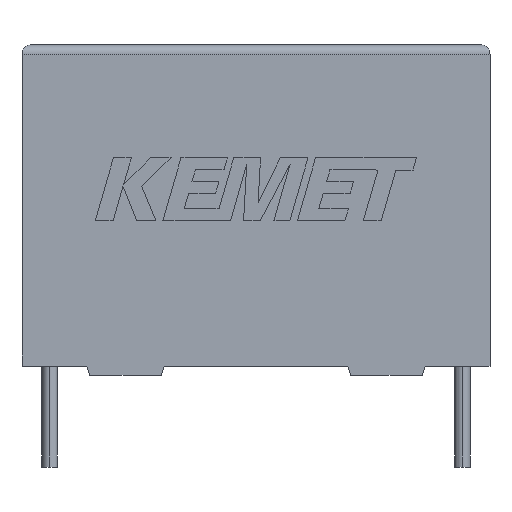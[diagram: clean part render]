
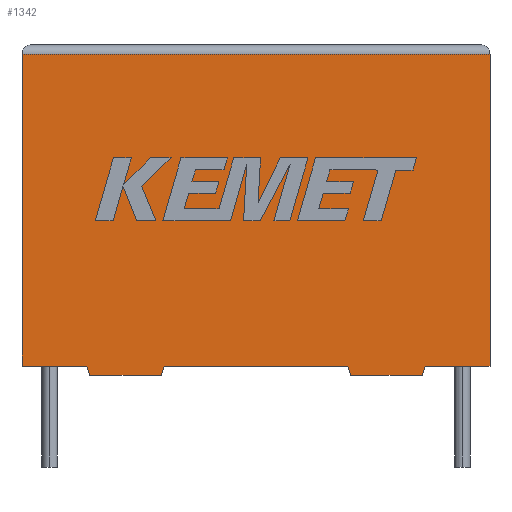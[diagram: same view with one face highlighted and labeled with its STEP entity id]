
A CAD part, top view. The second image highlights one B-rep face of the part: STEP entity #1342.
In plain terms, the highlighted planar face has unit normal (0, 0, 1).
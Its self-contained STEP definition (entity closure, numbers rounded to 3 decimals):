
#35 = CARTESIAN_POINT ( 'NONE',  ( 25.5, 0., 8.5 ) ) ;
#54 = DIRECTION ( 'NONE',  ( -0.287, 0.958, 0. ) ) ;
#92 = CARTESIAN_POINT ( 'NONE',  ( 7.741, 0., 8.5 ) ) ;
#122 = ORIENTED_EDGE ( 'NONE', *, *, #2839, .T. ) ;
#151 = CARTESIAN_POINT ( 'NONE',  ( 17.759, 0., 8.5 ) ) ;
#210 = CARTESIAN_POINT ( 'NONE',  ( 3.54, 0., 8.5 ) ) ;
#266 = EDGE_CURVE ( 'NONE', #3119, #2653, #1898, .T. ) ;
#289 = CARTESIAN_POINT ( 'NONE',  ( 7.591, -0.5, 8.5 ) ) ;
#323 = DIRECTION ( 'NONE',  ( -1., 0., 0. ) ) ;
#325 = VERTEX_POINT ( 'NONE', #1194 ) ;
#326 = LINE ( 'NONE', #1561, #841 ) ;
#330 = VECTOR ( 'NONE', #793, 1000. ) ;
#349 = DIRECTION ( 'NONE',  ( 1., 0., 0. ) ) ;
#365 = CARTESIAN_POINT ( 'NONE',  ( 3.69, -0.5, 8.5 ) ) ;
#426 = ORIENTED_EDGE ( 'NONE', *, *, #453, .T. ) ;
#453 = EDGE_CURVE ( 'NONE', #1500, #325, #2830, .T. ) ;
#476 = VERTEX_POINT ( 'NONE', #2032 ) ;
#482 = EDGE_CURVE ( 'NONE', #989, #1886, #326, .T. ) ;
#601 = LINE ( 'NONE', #890, #952 ) ;
#604 = CARTESIAN_POINT ( 'NONE',  ( 17.909, -0.5, 8.5 ) ) ;
#644 = VECTOR ( 'NONE', #2646, 1000. ) ;
#687 = DIRECTION ( 'NONE',  ( 0.287, -0.958, 0. ) ) ;
#724 = ORIENTED_EDGE ( 'NONE', *, *, #818, .T. ) ;
#759 = CARTESIAN_POINT ( 'NONE',  ( 0., 17., 8.5 ) ) ;
#793 = DIRECTION ( 'NONE',  ( 0., 1., 0. ) ) ;
#794 = VECTOR ( 'NONE', #2671, 1000. ) ;
#818 = EDGE_CURVE ( 'NONE', #325, #2566, #2029, .T. ) ;
#822 = CARTESIAN_POINT ( 'NONE',  ( 0., 17., 8.5 ) ) ;
#841 = VECTOR ( 'NONE', #2529, 1000. ) ;
#853 = EDGE_CURVE ( 'NONE', #1882, #1886, #1304, .T. ) ;
#859 = CARTESIAN_POINT ( 'NONE',  ( 0., 0., 8.5 ) ) ;
#890 = CARTESIAN_POINT ( 'NONE',  ( 0., 0., 8.5 ) ) ;
#893 = LINE ( 'NONE', #2166, #2431 ) ;
#897 = LINE ( 'NONE', #365, #2911 ) ;
#901 = VECTOR ( 'NONE', #2788, 1000. ) ;
#952 = VECTOR ( 'NONE', #1612, 1000. ) ;
#965 = VECTOR ( 'NONE', #687, 1000. ) ;
#969 = DIRECTION ( 'NONE',  ( -1., 0., 0. ) ) ;
#989 = VERTEX_POINT ( 'NONE', #92 ) ;
#1170 = VECTOR ( 'NONE', #323, 1000. ) ;
#1194 = CARTESIAN_POINT ( 'NONE',  ( 25.5, 17., 8.5 ) ) ;
#1268 = VERTEX_POINT ( 'NONE', #2920 ) ;
#1288 = CARTESIAN_POINT ( 'NONE',  ( 0., 0., 8.5 ) ) ;
#1304 = LINE ( 'NONE', #2306, #3226 ) ;
#1311 = LINE ( 'NONE', #289, #901 ) ;
#1342 = ADVANCED_FACE ( 'NONE', ( #3243 ), #2020, .F. ) ;
#1397 = CARTESIAN_POINT ( 'NONE',  ( 21.96, 0., 8.5 ) ) ;
#1500 = VERTEX_POINT ( 'NONE', #2046 ) ;
#1561 = CARTESIAN_POINT ( 'NONE',  ( 0., 0., 8.5 ) ) ;
#1583 = ORIENTED_EDGE ( 'NONE', *, *, #1939, .F. ) ;
#1585 = EDGE_CURVE ( 'NONE', #1268, #476, #601, .T. ) ;
#1600 = VECTOR ( 'NONE', #2028, 1000. ) ;
#1612 = DIRECTION ( 'NONE',  ( 1., 0., 0. ) ) ;
#1668 = CARTESIAN_POINT ( 'NONE',  ( 21.96, 0., 8.5 ) ) ;
#1726 = LINE ( 'NONE', #210, #965 ) ;
#1786 = CARTESIAN_POINT ( 'NONE',  ( 21.81, -0.5, 8.5 ) ) ;
#1794 = ORIENTED_EDGE ( 'NONE', *, *, #2657, .T. ) ;
#1882 = VERTEX_POINT ( 'NONE', #604 ) ;
#1886 = VERTEX_POINT ( 'NONE', #151 ) ;
#1898 = LINE ( 'NONE', #1397, #794 ) ;
#1939 = EDGE_CURVE ( 'NONE', #2653, #1882, #893, .T. ) ;
#1962 = DIRECTION ( 'NONE',  ( 0., 0., -1. ) ) ;
#2020 = PLANE ( 'NONE',  #2219 ) ;
#2028 = DIRECTION ( 'NONE',  ( 0., -1., 0. ) ) ;
#2029 = LINE ( 'NONE', #759, #1170 ) ;
#2032 = CARTESIAN_POINT ( 'NONE',  ( 3.54, 0., 8.5 ) ) ;
#2042 = ORIENTED_EDGE ( 'NONE', *, *, #2997, .T. ) ;
#2046 = CARTESIAN_POINT ( 'NONE',  ( 25.5, 0., 8.5 ) ) ;
#2161 = VERTEX_POINT ( 'NONE', #2603 ) ;
#2166 = CARTESIAN_POINT ( 'NONE',  ( 21.81, -0.5, 8.5 ) ) ;
#2219 = AXIS2_PLACEMENT_3D ( 'NONE', #3228, #1962, #969 ) ;
#2228 = VERTEX_POINT ( 'NONE', #3109 ) ;
#2306 = CARTESIAN_POINT ( 'NONE',  ( 17.909, -0.5, 8.5 ) ) ;
#2428 = EDGE_CURVE ( 'NONE', #3119, #1500, #2693, .T. ) ;
#2431 = VECTOR ( 'NONE', #3179, 1000. ) ;
#2493 = ORIENTED_EDGE ( 'NONE', *, *, #482, .T. ) ;
#2529 = DIRECTION ( 'NONE',  ( 1., 0., 0. ) ) ;
#2556 = ORIENTED_EDGE ( 'NONE', *, *, #2428, .T. ) ;
#2566 = VERTEX_POINT ( 'NONE', #822 ) ;
#2582 = ORIENTED_EDGE ( 'NONE', *, *, #853, .F. ) ;
#2602 = ORIENTED_EDGE ( 'NONE', *, *, #3111, .T. ) ;
#2603 = CARTESIAN_POINT ( 'NONE',  ( 7.591, -0.5, 8.5 ) ) ;
#2646 = DIRECTION ( 'NONE',  ( 1., 0., 0. ) ) ;
#2653 = VERTEX_POINT ( 'NONE', #1786 ) ;
#2657 = EDGE_CURVE ( 'NONE', #2566, #1268, #2778, .T. ) ;
#2671 = DIRECTION ( 'NONE',  ( -0.287, -0.958, 0. ) ) ;
#2693 = LINE ( 'NONE', #859, #644 ) ;
#2698 = EDGE_LOOP ( 'NONE', ( #426, #724, #1794, #3149, #122, #2602, #2042, #2493, #2582, #1583, #2766, #2556 ) ) ;
#2766 = ORIENTED_EDGE ( 'NONE', *, *, #266, .F. ) ;
#2778 = LINE ( 'NONE', #1288, #1600 ) ;
#2788 = DIRECTION ( 'NONE',  ( 0.287, 0.958, 0. ) ) ;
#2830 = LINE ( 'NONE', #35, #330 ) ;
#2839 = EDGE_CURVE ( 'NONE', #476, #2228, #1726, .T. ) ;
#2911 = VECTOR ( 'NONE', #349, 1000. ) ;
#2920 = CARTESIAN_POINT ( 'NONE',  ( 0., 0., 8.5 ) ) ;
#2997 = EDGE_CURVE ( 'NONE', #2161, #989, #1311, .T. ) ;
#3109 = CARTESIAN_POINT ( 'NONE',  ( 3.69, -0.5, 8.5 ) ) ;
#3111 = EDGE_CURVE ( 'NONE', #2228, #2161, #897, .T. ) ;
#3119 = VERTEX_POINT ( 'NONE', #1668 ) ;
#3149 = ORIENTED_EDGE ( 'NONE', *, *, #1585, .T. ) ;
#3179 = DIRECTION ( 'NONE',  ( -1., 0., 0. ) ) ;
#3226 = VECTOR ( 'NONE', #54, 1000. ) ;
#3228 = CARTESIAN_POINT ( 'NONE',  ( 0., 0., 8.5 ) ) ;
#3243 = FACE_OUTER_BOUND ( 'NONE', #2698, .T. ) ;
